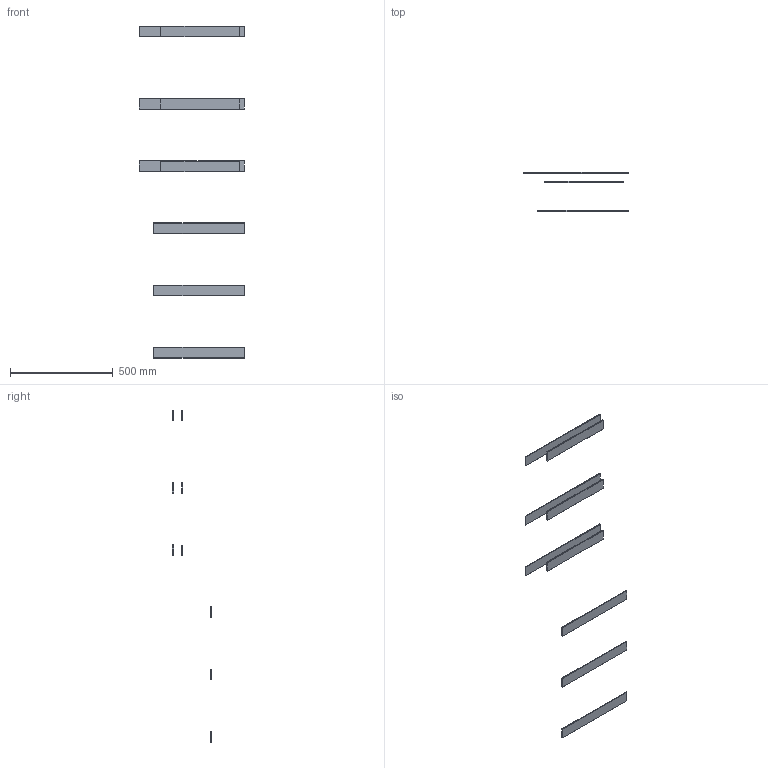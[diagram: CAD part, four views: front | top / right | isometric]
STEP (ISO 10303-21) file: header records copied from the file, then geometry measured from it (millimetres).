
FILE_DESCRIPTION(/* description */ (''),/* implementation_level */ '2;1');
FILE_NAME(/* name */ '3D_100-1256-XX_li_3 106637.stp',/* time_stamp */ '2022-03-17T15:55:56+01:00',/* author */ ('ps'),/* organization */ (''),/* preprocessor_version */ 'ST-DEVELOPER v18.1',/* originating_system */ 'Autodesk Inventor 2021',/* authorisation */ '');
FILE_SCHEMA (('CONFIG_CONTROL_DESIGN'));
Length unit declared in the file: millimetre
Products named in the file (4): Holz Einlage 1/3, 2/3, 3/3 li 3er; Holz Einlage H52 Pleno Liro 2/3; Holz Einlage H52 Pleno+ Fioro Typ 600 Front; Holz Einlage H52 Pleno Liro 600 3/3
Assembly tree (9 placements, depth 2):
  Holz Einlage 1/3, 2/3, 3/3 li 3er
    Holz Einlage H52 Pleno Liro 2/3  x3
    Holz Einlage H52 Pleno+ Fioro Typ 600 Front  x3
    Holz Einlage H52 Pleno Liro 600 3/3  x3
Bounding box: 511.5 x 191 x 1617.15 mm (x, y, z)
Volume: 1248544.1 mm3; surface area: 465240 mm2
Topology: 9 solids, 9 shells, 90 faces, 216 edges, 144 vertices
Faces by surface type: plane 90
Entity records: 1071 total; most frequent: CARTESIAN_POINT 164, DIRECTION 160, ORIENTED_EDGE 144, LINE 72, VECTOR 72, EDGE_CURVE 72, VERTEX_POINT 48, AXIS2_PLACEMENT_3D 44
